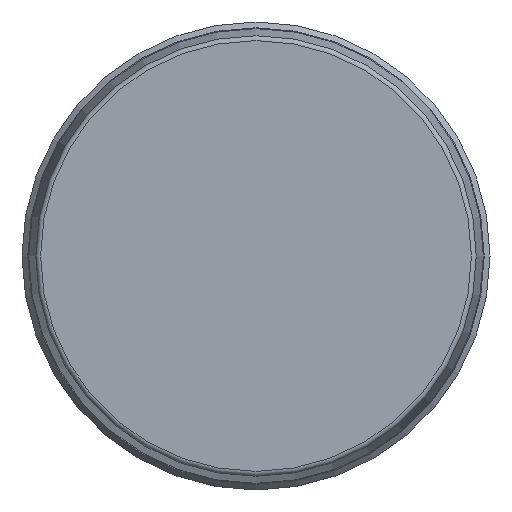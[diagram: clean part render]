
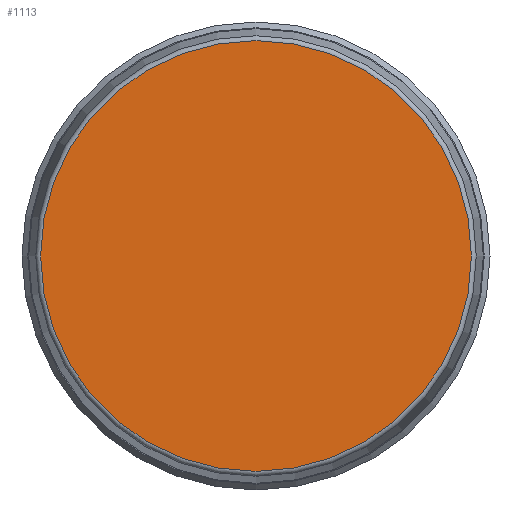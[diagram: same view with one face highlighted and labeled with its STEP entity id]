
A CAD part, front view. The second image highlights one B-rep face of the part: STEP entity #1113.
In plain terms, the highlighted planar face has unit normal (0, -1, 0).
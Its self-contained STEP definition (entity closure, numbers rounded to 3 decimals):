
#103=PLANE('',#1322);
#238=FACE_OUTER_BOUND('',#303,.T.);
#303=EDGE_LOOP('',(#872,#873));
#371=CIRCLE('',#1274,8.73);
#372=CIRCLE('',#1275,8.73);
#472=VERTEX_POINT('',#1923);
#473=VERTEX_POINT('',#1924);
#598=EDGE_CURVE('',#472,#473,#371,.T.);
#599=EDGE_CURVE('',#473,#472,#372,.T.);
#872=ORIENTED_EDGE('',*,*,#598,.T.);
#873=ORIENTED_EDGE('',*,*,#599,.T.);
#1113=ADVANCED_FACE('',(#238),#103,.T.);
#1274=AXIS2_PLACEMENT_3D('',#1925,#1492,#1493);
#1275=AXIS2_PLACEMENT_3D('',#1926,#1494,#1495);
#1322=AXIS2_PLACEMENT_3D('',#2004,#1593,#1594);
#1492=DIRECTION('center_axis',(0.,-1.,0.));
#1493=DIRECTION('ref_axis',(0.,0.,-1.));
#1494=DIRECTION('center_axis',(0.,-1.,0.));
#1495=DIRECTION('ref_axis',(0.,0.,-1.));
#1593=DIRECTION('center_axis',(0.,-1.,0.));
#1594=DIRECTION('ref_axis',(0.,0.,-1.));
#1923=CARTESIAN_POINT('',(0.,-2.,-8.73));
#1924=CARTESIAN_POINT('',(0.,-2.,8.73));
#1925=CARTESIAN_POINT('Origin',(0.,-2.,0.));
#1926=CARTESIAN_POINT('Origin',(0.,-2.,0.));
#2004=CARTESIAN_POINT('Origin',(0.,-2.,0.));
